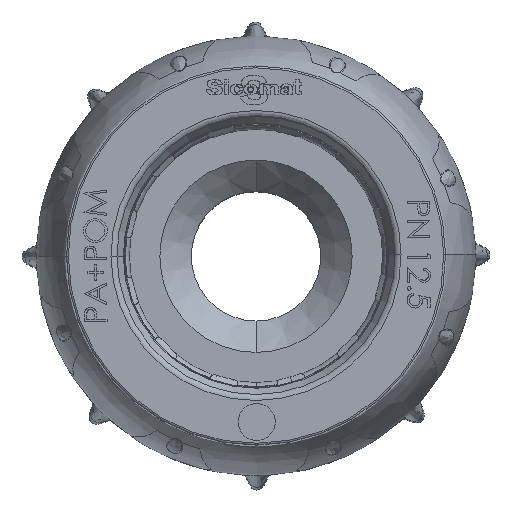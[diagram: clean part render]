
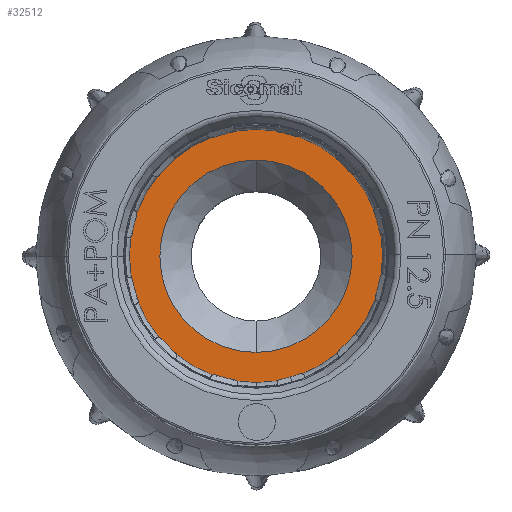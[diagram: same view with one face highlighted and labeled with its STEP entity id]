
A CAD part, top view. The second image highlights one B-rep face of the part: STEP entity #32512.
In plain terms, the highlighted face is planar.
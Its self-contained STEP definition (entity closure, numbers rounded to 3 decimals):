
#1063 = DIRECTION ( 'NONE',  ( 0., 0., 1. ) ) ;
#2826 = CARTESIAN_POINT ( 'NONE',  ( -5.5, 0., -14.5 ) ) ;
#3300 = CIRCLE ( 'NONE', #44221, 10.4 ) ;
#4286 = DIRECTION ( 'NONE',  ( 0., 0., 1. ) ) ;
#5559 = ORIENTED_EDGE ( 'NONE', *, *, #20415, .T. ) ;
#7853 = DIRECTION ( 'NONE',  ( 1., 0., 0. ) ) ;
#8418 = VERTEX_POINT ( 'NONE', #2826 ) ;
#8817 = FACE_BOUND ( 'NONE', #42945, .T. ) ;
#9227 = CARTESIAN_POINT ( 'NONE',  ( -5.5, 0., -10.4 ) ) ;
#10208 = CARTESIAN_POINT ( 'NONE',  ( -5.5, 0., 0. ) ) ;
#10391 = DIRECTION ( 'NONE',  ( 1., 0., 0. ) ) ;
#14054 = EDGE_CURVE ( 'NONE', #34464, #8418, #33559, .T. ) ;
#14399 = ORIENTED_EDGE ( 'NONE', *, *, #14054, .F. ) ;
#15751 = DIRECTION ( 'NONE',  ( 1., 0., 0. ) ) ;
#16915 = FACE_OUTER_BOUND ( 'NONE', #31992, .T. ) ;
#20415 = EDGE_CURVE ( 'NONE', #29437, #59702, #64750, .T. ) ;
#24841 = CARTESIAN_POINT ( 'NONE',  ( -5.5, 0., 0. ) ) ;
#29437 = VERTEX_POINT ( 'NONE', #9227 ) ;
#30048 = DIRECTION ( 'NONE',  ( -1., 0., 0. ) ) ;
#31992 = EDGE_LOOP ( 'NONE', ( #33716, #14399 ) ) ;
#32016 = CARTESIAN_POINT ( 'NONE',  ( -5.5, 0., 0. ) ) ;
#32512 = ADVANCED_FACE ( 'NONE', ( #8817, #16915 ), #60988, .T. ) ;
#33559 = CIRCLE ( 'NONE', #38048, 14.5 ) ;
#33716 = ORIENTED_EDGE ( 'NONE', *, *, #58446, .F. ) ;
#34464 = VERTEX_POINT ( 'NONE', #44287 ) ;
#38048 = AXIS2_PLACEMENT_3D ( 'NONE', #51511, #10391, #42027 ) ;
#38138 = CARTESIAN_POINT ( 'NONE',  ( -5.5, 0., 0. ) ) ;
#42027 = DIRECTION ( 'NONE',  ( 0., 0., -1. ) ) ;
#42945 = EDGE_LOOP ( 'NONE', ( #47157, #5559 ) ) ;
#44221 = AXIS2_PLACEMENT_3D ( 'NONE', #10208, #46347, #47253 ) ;
#44287 = CARTESIAN_POINT ( 'NONE',  ( -5.5, 0., 14.5 ) ) ;
#45883 = AXIS2_PLACEMENT_3D ( 'NONE', #32016, #15751, #1063 ) ;
#46347 = DIRECTION ( 'NONE',  ( 1., 0., 0. ) ) ;
#47157 = ORIENTED_EDGE ( 'NONE', *, *, #51946, .T. ) ;
#47179 = CIRCLE ( 'NONE', #53887, 14.5 ) ;
#47253 = DIRECTION ( 'NONE',  ( 0., 0., 1. ) ) ;
#49191 = DIRECTION ( 'NONE',  ( 0., 0., -1. ) ) ;
#50839 = CARTESIAN_POINT ( 'NONE',  ( -5.5, 0., 10.4 ) ) ;
#51511 = CARTESIAN_POINT ( 'NONE',  ( -5.5, 0., 0. ) ) ;
#51946 = EDGE_CURVE ( 'NONE', #59702, #29437, #3300, .T. ) ;
#53887 = AXIS2_PLACEMENT_3D ( 'NONE', #38138, #7853, #49191 ) ;
#57360 = AXIS2_PLACEMENT_3D ( 'NONE', #24841, #30048, #4286 ) ;
#58446 = EDGE_CURVE ( 'NONE', #8418, #34464, #47179, .T. ) ;
#59702 = VERTEX_POINT ( 'NONE', #50839 ) ;
#60988 = PLANE ( 'NONE',  #57360 ) ;
#64750 = CIRCLE ( 'NONE', #45883, 10.4 ) ;
